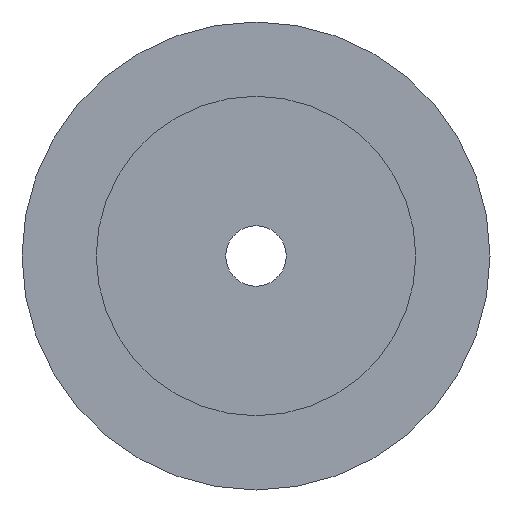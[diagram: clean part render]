
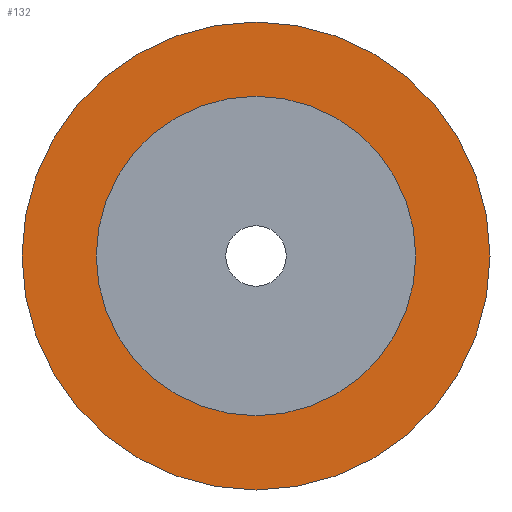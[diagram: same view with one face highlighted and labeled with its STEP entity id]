
A CAD part, front view. The second image highlights one B-rep face of the part: STEP entity #132.
In plain terms, the highlighted planar face has unit normal (0, -1, 0).
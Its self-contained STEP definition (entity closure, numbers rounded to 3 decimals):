
#27=FACE_BOUND('',#38,.T.);
#30=FACE_OUTER_BOUND('',#37,.T.);
#37=EDGE_LOOP('',(#93,#94));
#38=EDGE_LOOP('',(#95,#96));
#47=CIRCLE('',#160,37.5);
#48=CIRCLE('',#161,37.5);
#49=CIRCLE('',#162,25.6);
#50=CIRCLE('',#163,25.6);
#61=VERTEX_POINT('',#230);
#62=VERTEX_POINT('',#231);
#63=VERTEX_POINT('',#234);
#64=VERTEX_POINT('',#235);
#75=EDGE_CURVE('',#61,#62,#47,.T.);
#76=EDGE_CURVE('',#62,#61,#48,.T.);
#77=EDGE_CURVE('',#63,#64,#49,.T.);
#78=EDGE_CURVE('',#64,#63,#50,.T.);
#93=ORIENTED_EDGE('',*,*,#75,.F.);
#94=ORIENTED_EDGE('',*,*,#76,.F.);
#95=ORIENTED_EDGE('',*,*,#77,.T.);
#96=ORIENTED_EDGE('',*,*,#78,.T.);
#129=PLANE('',#159);
#132=ADVANCED_FACE('',(#30,#27),#129,.T.);
#159=AXIS2_PLACEMENT_3D('',#229,#182,#183);
#160=AXIS2_PLACEMENT_3D('',#232,#184,#185);
#161=AXIS2_PLACEMENT_3D('',#233,#186,#187);
#162=AXIS2_PLACEMENT_3D('',#236,#188,#189);
#163=AXIS2_PLACEMENT_3D('',#237,#190,#191);
#182=DIRECTION('center_axis',(0.,-1.,0.));
#183=DIRECTION('ref_axis',(0.,0.,-1.));
#184=DIRECTION('center_axis',(0.,1.,0.));
#185=DIRECTION('ref_axis',(1.,0.,0.));
#186=DIRECTION('center_axis',(0.,1.,0.));
#187=DIRECTION('ref_axis',(1.,0.,0.));
#188=DIRECTION('center_axis',(0.,1.,0.));
#189=DIRECTION('ref_axis',(1.,0.,0.));
#190=DIRECTION('center_axis',(0.,1.,0.));
#191=DIRECTION('ref_axis',(1.,0.,0.));
#229=CARTESIAN_POINT('Origin',(-37.5,0.,0.));
#230=CARTESIAN_POINT('',(-37.5,0.,0.));
#231=CARTESIAN_POINT('',(37.5,0.,0.));
#232=CARTESIAN_POINT('Origin',(0.,0.,0.));
#233=CARTESIAN_POINT('Origin',(0.,0.,0.));
#234=CARTESIAN_POINT('',(-25.6,0.,0.));
#235=CARTESIAN_POINT('',(25.6,0.,0.));
#236=CARTESIAN_POINT('Origin',(0.,0.,0.));
#237=CARTESIAN_POINT('Origin',(0.,0.,0.));
